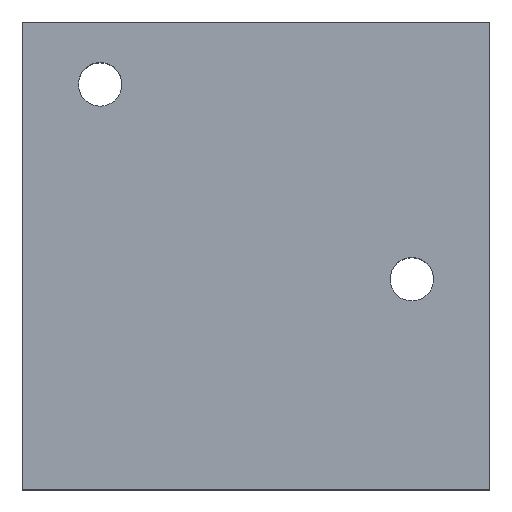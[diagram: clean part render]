
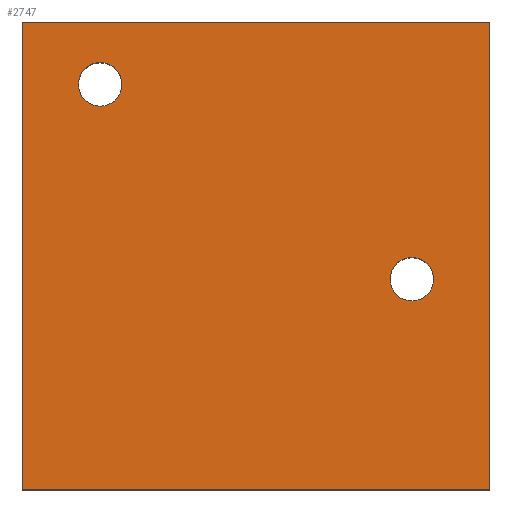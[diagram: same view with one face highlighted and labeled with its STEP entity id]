
A CAD part, top view. The second image highlights one B-rep face of the part: STEP entity #2747.
In plain terms, the highlighted planar face has unit normal (0, 0, 1).
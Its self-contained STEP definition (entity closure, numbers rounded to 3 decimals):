
#49 = EDGE_CURVE ( 'NONE', #2041, #1020, #3244, .T. ) ;
#69 = AXIS2_PLACEMENT_3D ( 'NONE', #4014, #2269, #1903 ) ;
#113 = DIRECTION ( 'NONE',  ( -1., 0., 0. ) ) ;
#212 = DIRECTION ( 'NONE',  ( 1., 0., 0. ) ) ;
#216 = VERTEX_POINT ( 'NONE', #1997 ) ;
#292 = CARTESIAN_POINT ( 'NONE',  ( 30., -25., 15. ) ) ;
#309 = EDGE_CURVE ( 'NONE', #216, #2041, #2813, .T. ) ;
#324 = LINE ( 'NONE', #3853, #4524 ) ;
#402 = CARTESIAN_POINT ( 'NONE',  ( -30., -25., 15. ) ) ;
#543 = VECTOR ( 'NONE', #113, 1000. ) ;
#670 = ORIENTED_EDGE ( 'NONE', *, *, #3801, .F. ) ;
#672 = DIRECTION ( 'NONE',  ( 1., 0., 0. ) ) ;
#743 = CARTESIAN_POINT ( 'NONE',  ( -30., -25., 15. ) ) ;
#745 = CARTESIAN_POINT ( 'NONE',  ( 17.205, 2., 15. ) ) ;
#801 = DIRECTION ( 'NONE',  ( 0., -1., 0. ) ) ;
#878 = EDGE_LOOP ( 'NONE', ( #1448, #2071 ) ) ;
#983 = EDGE_CURVE ( 'NONE', #1642, #2384, #1396, .T. ) ;
#1020 = VERTEX_POINT ( 'NONE', #4044 ) ;
#1116 = FACE_BOUND ( 'NONE', #4507, .T. ) ;
#1165 = FACE_BOUND ( 'NONE', #878, .T. ) ;
#1336 = ORIENTED_EDGE ( 'NONE', *, *, #49, .T. ) ;
#1396 = CIRCLE ( 'NONE', #3990, 2.795 ) ;
#1448 = ORIENTED_EDGE ( 'NONE', *, *, #2767, .F. ) ;
#1549 = CARTESIAN_POINT ( 'NONE',  ( 20., 2., 15. ) ) ;
#1554 = LINE ( 'NONE', #402, #4185 ) ;
#1642 = VERTEX_POINT ( 'NONE', #3069 ) ;
#1647 = CIRCLE ( 'NONE', #69, 2.795 ) ;
#1769 = VERTEX_POINT ( 'NONE', #743 ) ;
#1888 = DIRECTION ( 'NONE',  ( 1., 0., 0. ) ) ;
#1890 = DIRECTION ( 'NONE',  ( 0., 0., -1. ) ) ;
#1903 = DIRECTION ( 'NONE',  ( 1., 0., 0. ) ) ;
#1997 = CARTESIAN_POINT ( 'NONE',  ( 30., -25., 15. ) ) ;
#2041 = VERTEX_POINT ( 'NONE', #2198 ) ;
#2071 = ORIENTED_EDGE ( 'NONE', *, *, #3053, .F. ) ;
#2198 = CARTESIAN_POINT ( 'NONE',  ( 30., 35., 15. ) ) ;
#2231 = PLANE ( 'NONE',  #2989 ) ;
#2269 = DIRECTION ( 'NONE',  ( 0., 0., 1. ) ) ;
#2369 = EDGE_CURVE ( 'NONE', #1020, #1769, #1554, .T. ) ;
#2384 = VERTEX_POINT ( 'NONE', #4009 ) ;
#2465 = CIRCLE ( 'NONE', #4034, 2.795 ) ;
#2582 = FACE_OUTER_BOUND ( 'NONE', #4105, .T. ) ;
#2747 = ADVANCED_FACE ( 'NONE', ( #1116, #1165, #2582 ), #2231, .F. ) ;
#2767 = EDGE_CURVE ( 'NONE', #2877, #3755, #2465, .T. ) ;
#2784 = AXIS2_PLACEMENT_3D ( 'NONE', #2923, #2947, #1888 ) ;
#2809 = ORIENTED_EDGE ( 'NONE', *, *, #309, .T. ) ;
#2813 = LINE ( 'NONE', #292, #3283 ) ;
#2818 = ORIENTED_EDGE ( 'NONE', *, *, #2948, .T. ) ;
#2877 = VERTEX_POINT ( 'NONE', #3067 ) ;
#2923 = CARTESIAN_POINT ( 'NONE',  ( -20., 27., 15. ) ) ;
#2947 = DIRECTION ( 'NONE',  ( 0., 0., 1. ) ) ;
#2948 = EDGE_CURVE ( 'NONE', #1769, #216, #324, .T. ) ;
#2950 = DIRECTION ( 'NONE',  ( 0., 0., 1. ) ) ;
#2989 = AXIS2_PLACEMENT_3D ( 'NONE', #4002, #1890, #3302 ) ;
#3053 = EDGE_CURVE ( 'NONE', #3755, #2877, #1647, .T. ) ;
#3067 = CARTESIAN_POINT ( 'NONE',  ( 22.795, 2., 15. ) ) ;
#3069 = CARTESIAN_POINT ( 'NONE',  ( -17.205, 27., 15. ) ) ;
#3244 = LINE ( 'NONE', #3598, #543 ) ;
#3283 = VECTOR ( 'NONE', #4264, 1000. ) ;
#3302 = DIRECTION ( 'NONE',  ( -1., 0., 0. ) ) ;
#3598 = CARTESIAN_POINT ( 'NONE',  ( -30., 35., 15. ) ) ;
#3722 = CARTESIAN_POINT ( 'NONE',  ( -20., 27., 15. ) ) ;
#3755 = VERTEX_POINT ( 'NONE', #745 ) ;
#3801 = EDGE_CURVE ( 'NONE', #2384, #1642, #3908, .T. ) ;
#3853 = CARTESIAN_POINT ( 'NONE',  ( -30., -25., 15. ) ) ;
#3908 = CIRCLE ( 'NONE', #2784, 2.795 ) ;
#3990 = AXIS2_PLACEMENT_3D ( 'NONE', #3722, #4440, #212 ) ;
#4002 = CARTESIAN_POINT ( 'NONE',  ( -30., 35., 15. ) ) ;
#4009 = CARTESIAN_POINT ( 'NONE',  ( -22.795, 27., 15. ) ) ;
#4014 = CARTESIAN_POINT ( 'NONE',  ( 20., 2., 15. ) ) ;
#4034 = AXIS2_PLACEMENT_3D ( 'NONE', #1549, #2950, #4374 ) ;
#4044 = CARTESIAN_POINT ( 'NONE',  ( -30., 35., 15. ) ) ;
#4100 = ORIENTED_EDGE ( 'NONE', *, *, #983, .F. ) ;
#4105 = EDGE_LOOP ( 'NONE', ( #4444, #2818, #2809, #1336 ) ) ;
#4185 = VECTOR ( 'NONE', #801, 1000. ) ;
#4264 = DIRECTION ( 'NONE',  ( 0., 1., 0. ) ) ;
#4374 = DIRECTION ( 'NONE',  ( 1., 0., 0. ) ) ;
#4440 = DIRECTION ( 'NONE',  ( 0., 0., 1. ) ) ;
#4444 = ORIENTED_EDGE ( 'NONE', *, *, #2369, .T. ) ;
#4507 = EDGE_LOOP ( 'NONE', ( #4100, #670 ) ) ;
#4524 = VECTOR ( 'NONE', #672, 1000. ) ;
